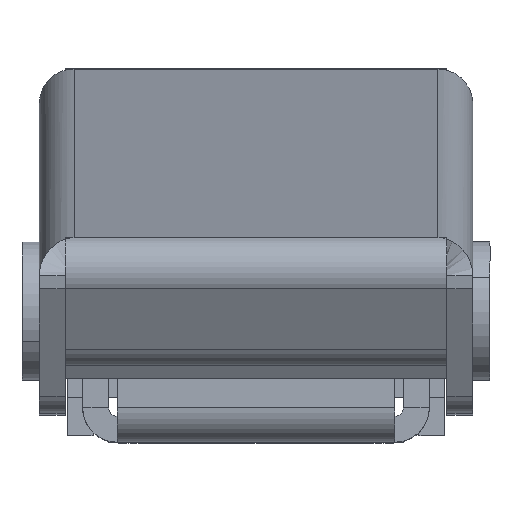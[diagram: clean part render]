
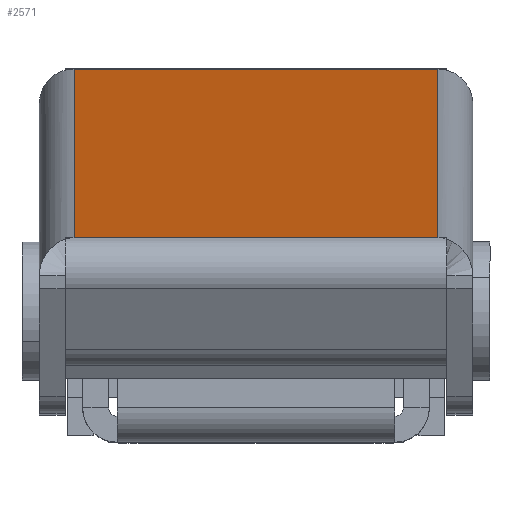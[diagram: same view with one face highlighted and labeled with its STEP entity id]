
A CAD part, top view. The second image highlights one B-rep face of the part: STEP entity #2571.
In plain terms, the highlighted face is planar.
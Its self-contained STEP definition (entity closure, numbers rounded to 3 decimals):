
#55 = CARTESIAN_POINT ( 'NONE',  ( 21.5, -1.483, -6.228 ) ) ;
#182 = EDGE_LOOP ( 'NONE', ( #3663, #4840, #3736, #2146 ) ) ;
#214 = EDGE_CURVE ( 'NONE', #3350, #2601, #359, .T. ) ;
#359 = LINE ( 'NONE', #3230, #6292 ) ;
#429 = DIRECTION ( 'NONE',  ( 0., 0.131, -0.991 ) ) ;
#449 = LINE ( 'NONE', #2801, #1610 ) ;
#950 = EDGE_CURVE ( 'NONE', #5218, #2363, #449, .T. ) ;
#1312 = FACE_OUTER_BOUND ( 'NONE', #182, .T. ) ;
#1368 = AXIS2_PLACEMENT_3D ( 'NONE', #6620, #2050, #6066 ) ;
#1610 = VECTOR ( 'NONE', #7412, 1000. ) ;
#1727 = LINE ( 'NONE', #2996, #3081 ) ;
#2050 = DIRECTION ( 'NONE',  ( 0., 0.991, 0.131 ) ) ;
#2076 = CARTESIAN_POINT ( 'NONE',  ( 21.5, 8.355, -80.954 ) ) ;
#2146 = ORIENTED_EDGE ( 'NONE', *, *, #950, .T. ) ;
#2363 = VERTEX_POINT ( 'NONE', #2439 ) ;
#2439 = CARTESIAN_POINT ( 'NONE',  ( 0.5, -1.483, -6.228 ) ) ;
#2571 = ADVANCED_FACE ( 'NONE', ( #1312 ), #5505, .F. ) ;
#2601 = VERTEX_POINT ( 'NONE', #6675 ) ;
#2801 = CARTESIAN_POINT ( 'NONE',  ( 22., -1.483, -6.228 ) ) ;
#2996 = CARTESIAN_POINT ( 'NONE',  ( 21.5, 8.603, -82.839 ) ) ;
#3081 = VECTOR ( 'NONE', #3564, 1000. ) ;
#3230 = CARTESIAN_POINT ( 'NONE',  ( 22., 8.355, -80.954 ) ) ;
#3350 = VERTEX_POINT ( 'NONE', #2076 ) ;
#3564 = DIRECTION ( 'NONE',  ( 0., -0.131, 0.991 ) ) ;
#3586 = EDGE_CURVE ( 'NONE', #2363, #2601, #7313, .T. ) ;
#3663 = ORIENTED_EDGE ( 'NONE', *, *, #3586, .T. ) ;
#3736 = ORIENTED_EDGE ( 'NONE', *, *, #4710, .T. ) ;
#4146 = DIRECTION ( 'NONE',  ( -1., 0., 0. ) ) ;
#4710 = EDGE_CURVE ( 'NONE', #3350, #5218, #1727, .T. ) ;
#4840 = ORIENTED_EDGE ( 'NONE', *, *, #214, .F. ) ;
#5218 = VERTEX_POINT ( 'NONE', #55 ) ;
#5505 = PLANE ( 'NONE',  #1368 ) ;
#6066 = DIRECTION ( 'NONE',  ( 0., -0.131, 0.991 ) ) ;
#6292 = VECTOR ( 'NONE', #4146, 1000. ) ;
#6620 = CARTESIAN_POINT ( 'NONE',  ( 22., -1.487, -6.196 ) ) ;
#6675 = CARTESIAN_POINT ( 'NONE',  ( 0.5, 8.355, -80.954 ) ) ;
#6749 = CARTESIAN_POINT ( 'NONE',  ( 0.5, -1.483, -6.228 ) ) ;
#7122 = VECTOR ( 'NONE', #429, 1000. ) ;
#7313 = LINE ( 'NONE', #6749, #7122 ) ;
#7412 = DIRECTION ( 'NONE',  ( -1., 0., 0. ) ) ;
